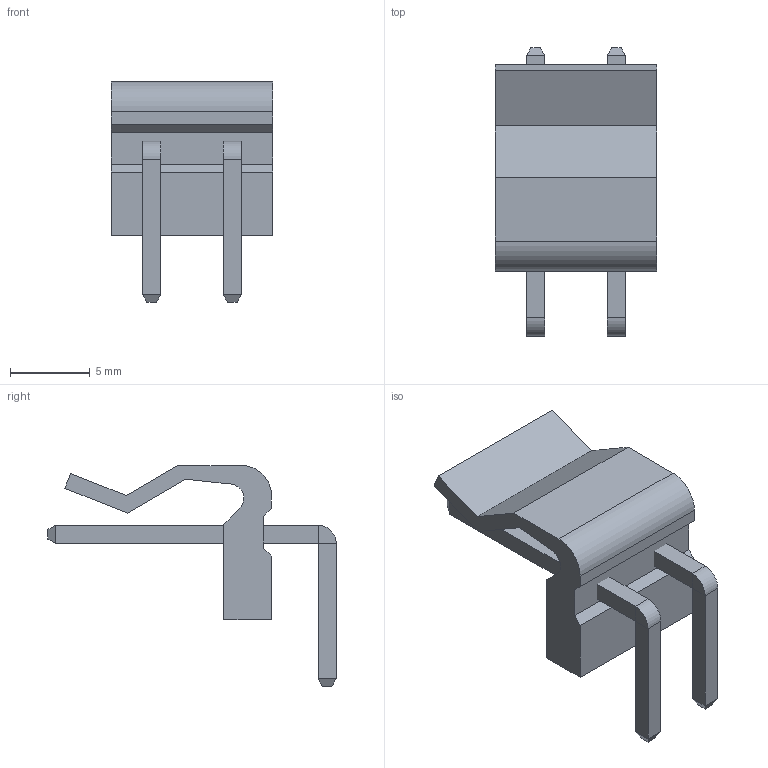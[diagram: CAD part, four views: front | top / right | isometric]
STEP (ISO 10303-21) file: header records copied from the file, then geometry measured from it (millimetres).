
FILE_DESCRIPTION(('FreeCAD Model'),'2;1');
FILE_NAME('DS_1074_01x02_Horizontal_cp.step','2020-04-17T12:45:31',( 'kicad StepUp'),('ksu MCAD'),'Open CASCADE STEP processor 7.3', 'FreeCAD','Unknown');
FILE_SCHEMA(('AUTOMOTIVE_DESIGN { 1 0 10303 214 1 1 1 1 }'));
Length unit declared in the file: millimetre
Products named in the file (1): DS_1074_01x02_Horizontal_cp
Bounding box: 10.16 x 18.14 x 13.9 mm (x, y, z)
Volume: 428.9 mm3; surface area: 799 mm2
Topology: 3 solids, 3 shells, 61 faces, 133 edges, 78 vertices
Faces by surface type: plane 41, bspline 16, cylinder 4
Entity records: 2019 total; most frequent: CARTESIAN_POINT 337, ORIENTED_EDGE 266, DIRECTION 217, EDGE_CURVE 133, LINE 109, VECTOR 109, VERTEX_POINT 78, ADVANCED_FACE 61
